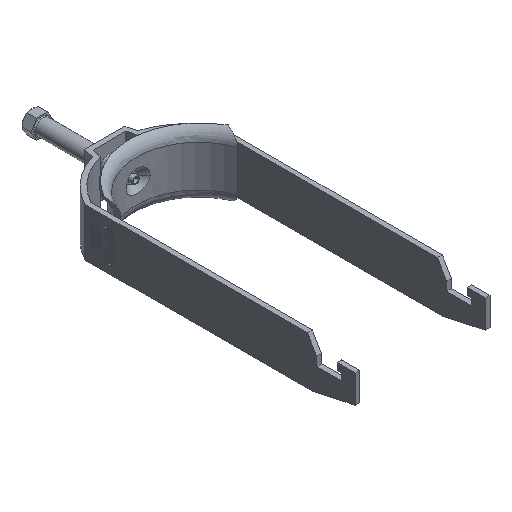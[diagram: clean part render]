
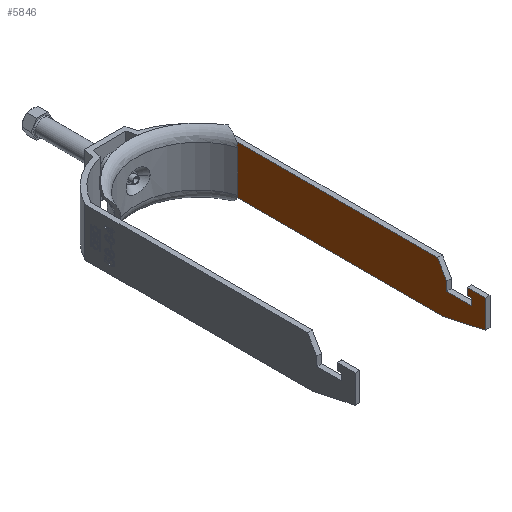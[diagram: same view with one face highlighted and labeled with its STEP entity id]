
A CAD part, isometric view. The second image highlights one B-rep face of the part: STEP entity #5846.
In plain terms, the highlighted planar face has unit normal (-1, 0, 0).
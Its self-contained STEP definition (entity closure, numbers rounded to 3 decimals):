
#207 = VECTOR ( 'NONE', #2258, 1000. ) ;
#375 = CARTESIAN_POINT ( 'NONE',  ( 32.5, -25.315, -12.5 ) ) ;
#437 = CARTESIAN_POINT ( 'NONE',  ( 32.5, -157.639, -16.556 ) ) ;
#593 = CARTESIAN_POINT ( 'NONE',  ( 32.5, -25.315, -12.5 ) ) ;
#715 = DIRECTION ( 'NONE',  ( 0., -1., 0. ) ) ;
#911 = DIRECTION ( 'NONE',  ( 0., 1., 0. ) ) ;
#992 = VERTEX_POINT ( 'NONE', #593 ) ;
#1009 = LINE ( 'NONE', #4910, #12064 ) ;
#1158 = EDGE_CURVE ( 'NONE', #5845, #11812, #2007, .T. ) ;
#1275 = CARTESIAN_POINT ( 'NONE',  ( 32.5, -155.6, 6.75 ) ) ;
#1501 = CARTESIAN_POINT ( 'NONE',  ( 32.5, -165., 6.75 ) ) ;
#1561 = EDGE_CURVE ( 'NONE', #5991, #5845, #3948, .T. ) ;
#1951 = LINE ( 'NONE', #4814, #6982 ) ;
#2007 = LINE ( 'NONE', #2132, #8982 ) ;
#2132 = CARTESIAN_POINT ( 'NONE',  ( 32.5, -167.003, -33.86 ) ) ;
#2258 = DIRECTION ( 'NONE',  ( 0., -1., 0. ) ) ;
#2266 = VECTOR ( 'NONE', #9222, 1000. ) ;
#2619 = ORIENTED_EDGE ( 'NONE', *, *, #9351, .F. ) ;
#2977 = VECTOR ( 'NONE', #911, 1000. ) ;
#2990 = DIRECTION ( 'NONE',  ( 0., 1., 0. ) ) ;
#3026 = VERTEX_POINT ( 'NONE', #8081 ) ;
#3099 = CARTESIAN_POINT ( 'NONE',  ( 32.5, -201.353, -0.046 ) ) ;
#3104 = DIRECTION ( 'NONE',  ( 0., 0., 1. ) ) ;
#3176 = EDGE_LOOP ( 'NONE', ( #6002, #10157, #3745, #10554, #6694, #5749, #10161, #3422, #12522, #12227, #2619, #4504 ) ) ;
#3183 = VECTOR ( 'NONE', #3104, 1000. ) ;
#3229 = EDGE_CURVE ( 'NONE', #11346, #992, #10649, .T. ) ;
#3262 = CARTESIAN_POINT ( 'NONE',  ( 32.5, -165., -7.773 ) ) ;
#3358 = PLANE ( 'NONE',  #11024 ) ;
#3422 = ORIENTED_EDGE ( 'NONE', *, *, #1561, .T. ) ;
#3526 = DIRECTION ( 'NONE',  ( 0., 0., 1. ) ) ;
#3745 = ORIENTED_EDGE ( 'NONE', *, *, #4968, .F. ) ;
#3948 = LINE ( 'NONE', #9901, #3183 ) ;
#4053 = CARTESIAN_POINT ( 'NONE',  ( 32.5, -145., -0.25 ) ) ;
#4083 = LINE ( 'NONE', #6845, #10060 ) ;
#4147 = DIRECTION ( 'NONE',  ( 0., 1., 0. ) ) ;
#4388 = DIRECTION ( 'NONE',  ( 0., 1., 0. ) ) ;
#4450 = DIRECTION ( 'NONE',  ( -1., 0., 0. ) ) ;
#4452 = CARTESIAN_POINT ( 'NONE',  ( 32.5, -158., -0.25 ) ) ;
#4504 = ORIENTED_EDGE ( 'NONE', *, *, #3229, .F. ) ;
#4550 = VERTEX_POINT ( 'NONE', #3262 ) ;
#4599 = CARTESIAN_POINT ( 'NONE',  ( 32.5, -142.761, -12.5 ) ) ;
#4754 = CARTESIAN_POINT ( 'NONE',  ( 32.5, -158., 3.25 ) ) ;
#4814 = CARTESIAN_POINT ( 'NONE',  ( 32.5, -204., 6.75 ) ) ;
#4870 = DIRECTION ( 'NONE',  ( 0., 0.5, 0.866 ) ) ;
#4910 = CARTESIAN_POINT ( 'NONE',  ( 32.5, -204., 3.25 ) ) ;
#4968 = EDGE_CURVE ( 'NONE', #7260, #11699, #1951, .T. ) ;
#5052 = CARTESIAN_POINT ( 'NONE',  ( 32.5, -140.237, 12.5 ) ) ;
#5749 = ORIENTED_EDGE ( 'NONE', *, *, #6710, .F. ) ;
#5763 = EDGE_CURVE ( 'NONE', #4550, #11346, #7970, .T. ) ;
#5845 = VERTEX_POINT ( 'NONE', #9114 ) ;
#5846 = ADVANCED_FACE ( 'NONE', ( #12123 ), #3358, .T. ) ;
#5991 = VERTEX_POINT ( 'NONE', #4053 ) ;
#6002 = ORIENTED_EDGE ( 'NONE', *, *, #5763, .F. ) ;
#6149 = VECTOR ( 'NONE', #7017, 1000. ) ;
#6542 = CARTESIAN_POINT ( 'NONE',  ( 32.5, -158., -12.5 ) ) ;
#6694 = ORIENTED_EDGE ( 'NONE', *, *, #9527, .F. ) ;
#6710 = EDGE_CURVE ( 'NONE', #8872, #8256, #11326, .T. ) ;
#6845 = CARTESIAN_POINT ( 'NONE',  ( 32.5, -204., 12.5 ) ) ;
#6939 = EDGE_CURVE ( 'NONE', #10075, #7260, #7988, .T. ) ;
#6982 = VECTOR ( 'NONE', #715, 1000. ) ;
#7017 = DIRECTION ( 'NONE',  ( 0., 0.978, -0.208 ) ) ;
#7019 = EDGE_CURVE ( 'NONE', #5991, #8872, #11014, .T. ) ;
#7242 = CARTESIAN_POINT ( 'NONE',  ( 32.5, -165., -12.5 ) ) ;
#7260 = VERTEX_POINT ( 'NONE', #1275 ) ;
#7306 = DIRECTION ( 'NONE',  ( 0., 0., -1. ) ) ;
#7435 = LINE ( 'NONE', #375, #2266 ) ;
#7970 = LINE ( 'NONE', #3099, #6149 ) ;
#7988 = LINE ( 'NONE', #437, #8597 ) ;
#8081 = CARTESIAN_POINT ( 'NONE',  ( 32.5, -25.315, 12.5 ) ) ;
#8256 = VERTEX_POINT ( 'NONE', #4754 ) ;
#8287 = CARTESIAN_POINT ( 'NONE',  ( 32.5, -155.906, 3.25 ) ) ;
#8290 = CARTESIAN_POINT ( 'NONE',  ( 32.5, -204., -12.5 ) ) ;
#8394 = LINE ( 'NONE', #7242, #10048 ) ;
#8554 = EDGE_CURVE ( 'NONE', #11699, #4550, #8394, .T. ) ;
#8597 = VECTOR ( 'NONE', #11890, 1000. ) ;
#8872 = VERTEX_POINT ( 'NONE', #4452 ) ;
#8982 = VECTOR ( 'NONE', #4870, 1000. ) ;
#9114 = CARTESIAN_POINT ( 'NONE',  ( 32.5, -145., 4.25 ) ) ;
#9222 = DIRECTION ( 'NONE',  ( 0., 0., 1. ) ) ;
#9351 = EDGE_CURVE ( 'NONE', #992, #3026, #7435, .T. ) ;
#9510 = EDGE_CURVE ( 'NONE', #11812, #3026, #4083, .T. ) ;
#9527 = EDGE_CURVE ( 'NONE', #8256, #10075, #1009, .T. ) ;
#9693 = CARTESIAN_POINT ( 'NONE',  ( 32.5, -204., -12.5 ) ) ;
#9901 = CARTESIAN_POINT ( 'NONE',  ( 32.5, -145., -12.5 ) ) ;
#10048 = VECTOR ( 'NONE', #7306, 1000. ) ;
#10060 = VECTOR ( 'NONE', #2990, 1000. ) ;
#10075 = VERTEX_POINT ( 'NONE', #8287 ) ;
#10157 = ORIENTED_EDGE ( 'NONE', *, *, #8554, .F. ) ;
#10161 = ORIENTED_EDGE ( 'NONE', *, *, #7019, .F. ) ;
#10554 = ORIENTED_EDGE ( 'NONE', *, *, #6939, .F. ) ;
#10649 = LINE ( 'NONE', #9693, #2977 ) ;
#11014 = LINE ( 'NONE', #12036, #207 ) ;
#11024 = AXIS2_PLACEMENT_3D ( 'NONE', #8290, #4450, #4388 ) ;
#11050 = VECTOR ( 'NONE', #3526, 1000. ) ;
#11326 = LINE ( 'NONE', #6542, #11050 ) ;
#11346 = VERTEX_POINT ( 'NONE', #4599 ) ;
#11699 = VERTEX_POINT ( 'NONE', #1501 ) ;
#11812 = VERTEX_POINT ( 'NONE', #5052 ) ;
#11890 = DIRECTION ( 'NONE',  ( 0., 0.087, 0.996 ) ) ;
#12036 = CARTESIAN_POINT ( 'NONE',  ( 32.5, -204., -0.25 ) ) ;
#12064 = VECTOR ( 'NONE', #4147, 1000. ) ;
#12123 = FACE_OUTER_BOUND ( 'NONE', #3176, .T. ) ;
#12227 = ORIENTED_EDGE ( 'NONE', *, *, #9510, .T. ) ;
#12522 = ORIENTED_EDGE ( 'NONE', *, *, #1158, .T. ) ;
